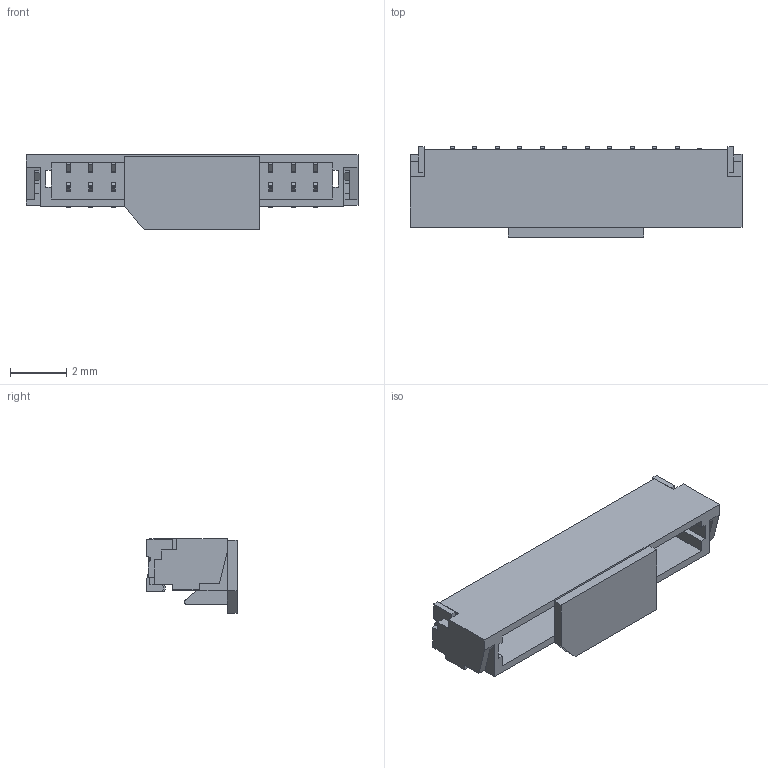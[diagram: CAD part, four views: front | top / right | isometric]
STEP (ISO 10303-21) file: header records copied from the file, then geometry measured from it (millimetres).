
FILE_DESCRIPTION(/* description */ ('Unknown'),/* implementation_level */ '2;1');
FILE_NAME(/* name */ '689312124022',/* time_stamp */ '2024-07-30T15:18:44+02:00',/* author */ ('Unknown'),/* organization */ ('Unknown'),/* preprocessor_version */ 'ST-DEVELOPER v19.4',/* originating_system */ 'Solid Edge',/* authorisation */ 'Unknown');
FILE_SCHEMA (('AUTOMOTIVE_DESIGN {1 0 10303 214 3 1 1}'));
Length unit declared in the file: millimetre
Products named in the file (5): 6893xx124022; 689312124022; 6893xx124022_Pin; 6893xx124022_Pin 2; 6893xx124022_Cap
Assembly tree (16 placements, depth 2):
  6893xx124022
    689312124022
    6893xx124022_Pin  x12
    6893xx124022_Pin 2  x2
    6893xx124022_Cap
Bounding box: 11.8 x 3.21 x 2.65 mm (x, y, z)
Volume: 42.3 mm3; surface area: 295.5 mm2
Topology: 16 solids, 16 shells, 622 faces, 1880 edges, 1252 vertices
Faces by surface type: plane 468, cylinder 154
Entity records: 8756 total; most frequent: ORIENTED_EDGE 1576, CARTESIAN_POINT 1563, DIRECTION 1330, EDGE_CURVE 788, LINE 748, VECTOR 748, VERTEX_POINT 524, AXIS2_PLACEMENT_3D 291
